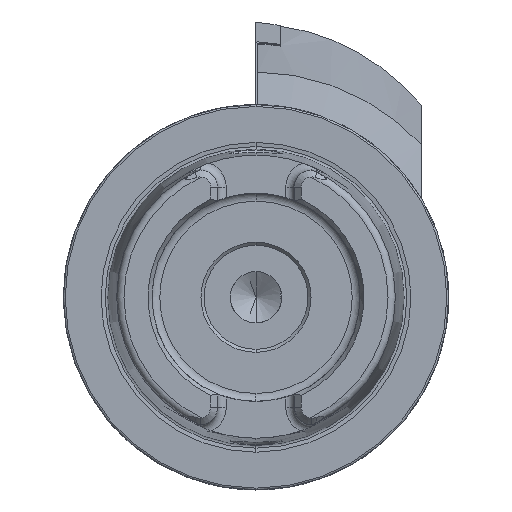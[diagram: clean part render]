
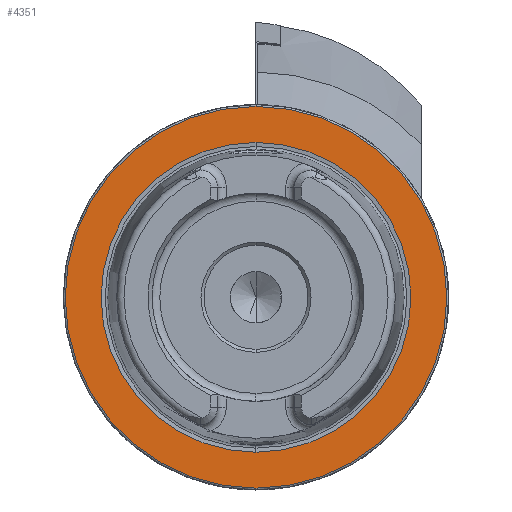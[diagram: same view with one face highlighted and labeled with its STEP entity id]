
A CAD part, left-side view. The second image highlights one B-rep face of the part: STEP entity #4351.
In plain terms, the highlighted planar face has unit normal (-1, 0, 0).
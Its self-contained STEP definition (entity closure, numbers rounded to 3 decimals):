
#919 = EDGE_CURVE ( 'NONE', #7923, #7924, #7268, .T. ) ;
#920 = EDGE_CURVE ( 'NONE', #7926, #7931, #7269, .T. ) ;
#2847 = CARTESIAN_POINT ( 'NONE',  ( 0., 0., -31.2 ) ) ;
#2848 = CARTESIAN_POINT ( 'NONE',  ( 0., 0., 31.2 ) ) ;
#2850 = CARTESIAN_POINT ( 'NONE',  ( 0., 0., 25.324 ) ) ;
#2855 = CARTESIAN_POINT ( 'NONE',  ( 0., 0., -25.324 ) ) ;
#3179 = CARTESIAN_POINT ( 'NONE',  ( 0., 0., 0. ) ) ;
#3180 = DIRECTION ( 'NONE',  ( -1., 0., 0. ) ) ;
#3181 = DIRECTION ( 'NONE',  ( 0., 0., 1. ) ) ;
#3188 = CARTESIAN_POINT ( 'NONE',  ( 0., 0., 0. ) ) ;
#3189 = DIRECTION ( 'NONE',  ( -1., 0., 0. ) ) ;
#3190 = DIRECTION ( 'NONE',  ( 0., 0., 1. ) ) ;
#3366 = FACE_OUTER_BOUND ( 'NONE', #11766, .T. ) ;
#3369 = FACE_BOUND ( 'NONE', #11777, .T. ) ;
#3548 = AXIS2_PLACEMENT_3D ( 'NONE', #7789, #7794, #7795 ) ;
#3734 = ORIENTED_EDGE ( 'NONE', *, *, #920, .F. ) ;
#3735 = ORIENTED_EDGE ( 'NONE', *, *, #9549, .F. ) ;
#3736 = ORIENTED_EDGE ( 'NONE', *, *, #9553, .T. ) ;
#3737 = ORIENTED_EDGE ( 'NONE', *, *, #919, .T. ) ;
#4351 = ADVANCED_FACE ( 'NONE', ( #3369, #3366 ), #7792, .F. ) ;
#6163 = AXIS2_PLACEMENT_3D ( 'NONE', #8351, #8352, #8353 ) ;
#6164 = AXIS2_PLACEMENT_3D ( 'NONE', #8354, #8355, #8356 ) ;
#7268 = CIRCLE ( 'NONE', #6163, 31.2 ) ;
#7269 = CIRCLE ( 'NONE', #6164, 25.324 ) ;
#7789 = CARTESIAN_POINT ( 'NONE',  ( 0., 31.2, 0. ) ) ;
#7792 = PLANE ( 'NONE',  #3548 ) ;
#7794 = DIRECTION ( 'NONE',  ( 1., 0., 0. ) ) ;
#7795 = DIRECTION ( 'NONE',  ( 0., 0., -1. ) ) ;
#7923 = VERTEX_POINT ( 'NONE', #2847 ) ;
#7924 = VERTEX_POINT ( 'NONE', #2848 ) ;
#7926 = VERTEX_POINT ( 'NONE', #2850 ) ;
#7931 = VERTEX_POINT ( 'NONE', #2855 ) ;
#8351 = CARTESIAN_POINT ( 'NONE',  ( 0., 0., 0. ) ) ;
#8352 = DIRECTION ( 'NONE',  ( -1., 0., 0. ) ) ;
#8353 = DIRECTION ( 'NONE',  ( 0., 0., 1. ) ) ;
#8354 = CARTESIAN_POINT ( 'NONE',  ( 0., 0., 0. ) ) ;
#8355 = DIRECTION ( 'NONE',  ( -1., 0., 0. ) ) ;
#8356 = DIRECTION ( 'NONE',  ( 0., 0., 1. ) ) ;
#9341 = CIRCLE ( 'NONE', #9616, 25.324 ) ;
#9350 = CIRCLE ( 'NONE', #9619, 31.2 ) ;
#9549 = EDGE_CURVE ( 'NONE', #7931, #7926, #9341, .T. ) ;
#9553 = EDGE_CURVE ( 'NONE', #7924, #7923, #9350, .T. ) ;
#9616 = AXIS2_PLACEMENT_3D ( 'NONE', #3179, #3180, #3181 ) ;
#9619 = AXIS2_PLACEMENT_3D ( 'NONE', #3188, #3189, #3190 ) ;
#11766 = EDGE_LOOP ( 'NONE', ( #3736, #3737 ) ) ;
#11777 = EDGE_LOOP ( 'NONE', ( #3734, #3735 ) ) ;
